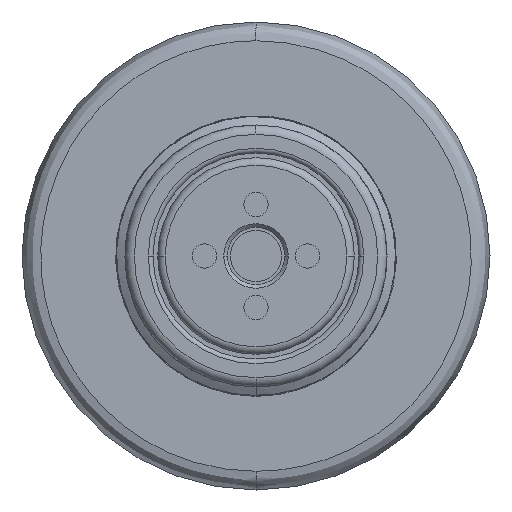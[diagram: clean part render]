
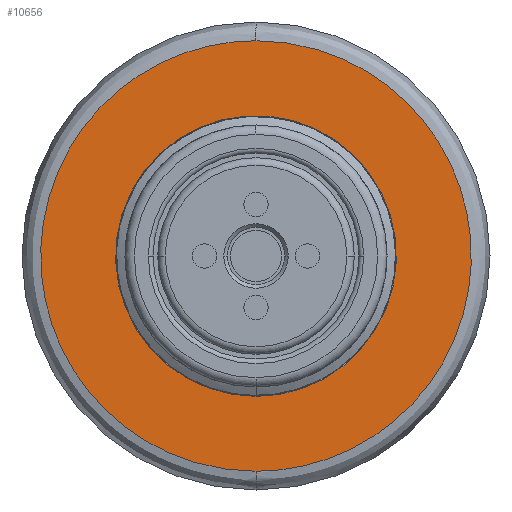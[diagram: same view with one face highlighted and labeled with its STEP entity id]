
A CAD part, front view. The second image highlights one B-rep face of the part: STEP entity #10656.
In plain terms, the highlighted planar face has unit normal (0, -1, 0).
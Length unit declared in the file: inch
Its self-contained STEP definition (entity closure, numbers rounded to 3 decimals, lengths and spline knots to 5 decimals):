
#4157=CARTESIAN_POINT('',(0.,0.90551,
-0.90551));
#4158=CARTESIAN_POINT('',(-0.11853,0.90551,
-0.90553));
#4159=CARTESIAN_POINT('',(-0.35554,0.90551,
-0.85836));
#4160=CARTESIAN_POINT('',(-0.65696,0.90551,
-0.65696));
#4161=CARTESIAN_POINT('',(-0.85836,0.90551,
-0.35555));
#4162=CARTESIAN_POINT('',(-0.92909,0.90551,
0.));
#4163=CARTESIAN_POINT('',(-0.85836,0.90551,
0.35555));
#4164=CARTESIAN_POINT('',(-0.65696,0.90551,
0.65696));
#4165=CARTESIAN_POINT('',(-0.35554,0.90551,
0.85836));
#4166=CARTESIAN_POINT('',(-0.11853,0.90551,
0.90553));
#4167=CARTESIAN_POINT('',(0.,0.90551,
0.90551));
#4169=CARTESIAN_POINT('',(0.,0.90551,
0.90551));
#4170=CARTESIAN_POINT('',(0.11853,0.90551,
0.90553));
#4171=CARTESIAN_POINT('',(0.35554,0.90551,
0.85836));
#4172=CARTESIAN_POINT('',(0.65696,0.90551,
0.65696));
#4173=CARTESIAN_POINT('',(0.85836,0.90551,
0.35555));
#4174=CARTESIAN_POINT('',(0.92909,0.90551,
0.));
#4175=CARTESIAN_POINT('',(0.85836,0.90551,
-0.35555));
#4176=CARTESIAN_POINT('',(0.65696,0.90551,
-0.65696));
#4177=CARTESIAN_POINT('',(0.35554,0.90551,
-0.85836));
#4178=CARTESIAN_POINT('',(0.11853,0.90551,
-0.90553));
#4179=CARTESIAN_POINT('',(0.,0.90551,
-0.90551));
#4181=CARTESIAN_POINT('',(0.,0.90551,0.));
#4182=DIRECTION('',(0.,-1.,0.));
#4183=DIRECTION('',(-0.244,0.,0.97));
#4184=AXIS2_PLACEMENT_3D('',#4181,#4182,#4183);
#4186=CARTESIAN_POINT('',(0.,0.90551,0.));
#4187=DIRECTION('',(0.,-1.,0.));
#4188=DIRECTION('',(0.,0.,-1.));
#4189=AXIS2_PLACEMENT_3D('',#4186,#4187,#4188);
#6236=CARTESIAN_POINT('',(-0.14393,0.90551,
0.57274));
#6237=CARTESIAN_POINT('',(0.,0.90551,-0.59055));
#6238=VERTEX_POINT('',#6236);
#6239=VERTEX_POINT('',#6237);
#6305=VERTEX_POINT('',#4157);
#6306=VERTEX_POINT('',#4167);
#10641=CARTESIAN_POINT('',(0.,0.90551,0.));
#10642=DIRECTION('',(0.,-1.,0.));
#10643=DIRECTION('',(0.,0.,1.));
#10644=AXIS2_PLACEMENT_3D('',#10641,#10642,#10643);
#10645=PLANE('',#10644);
#10647=ORIENTED_EDGE('',*,*,#10646,.T.);
#10649=ORIENTED_EDGE('',*,*,#10648,.T.);
#10650=EDGE_LOOP('',(#10647,#10649));
#10651=FACE_OUTER_BOUND('',#10650,.F.);
#10652=ORIENTED_EDGE('',*,*,#10635,.T.);
#10653=ORIENTED_EDGE('',*,*,#10620,.T.);
#10654=EDGE_LOOP('',(#10652,#10653));
#10655=FACE_BOUND('',#10654,.F.);
#10656=ADVANCED_FACE('',(#10651,#10655),#10645,.T.);
#4168=B_SPLINE_CURVE_WITH_KNOTS('',3,(#4157,#4158,#4159,#4160,#4161,#4162,#4163,
#4164,#4165,#4166,#4167),.UNSPECIFIED.,.F.,.F.,(4,1,1,1,1,1,1,1,4),(0.,
0.125,0.25,0.375,0.5,0.625,0.75,0.875,1.),.UNSPECIFIED.);
#4180=B_SPLINE_CURVE_WITH_KNOTS('',3,(#4169,#4170,#4171,#4172,#4173,#4174,#4175,
#4176,#4177,#4178,#4179),.UNSPECIFIED.,.F.,.F.,(4,1,1,1,1,1,1,1,4),(0.,
0.125,0.25,0.375,0.5,0.625,0.75,0.875,1.),.UNSPECIFIED.);
#4185=CIRCLE('',#4184,0.59055);
#4190=CIRCLE('',#4189,0.59055);
#10620=EDGE_CURVE('',#6239,#6238,#4190,.T.);
#10635=EDGE_CURVE('',#6238,#6239,#4185,.T.);
#10646=EDGE_CURVE('',#6305,#6306,#4168,.T.);
#10648=EDGE_CURVE('',#6306,#6305,#4180,.T.);
